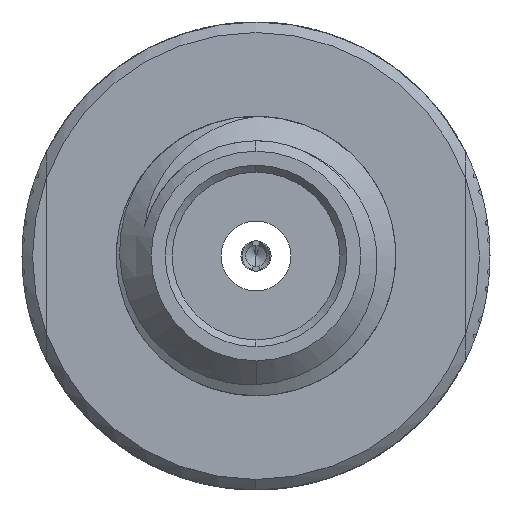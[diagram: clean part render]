
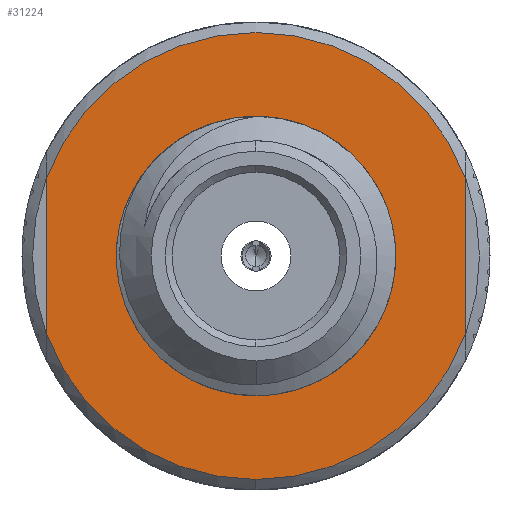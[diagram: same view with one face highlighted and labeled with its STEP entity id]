
A CAD part, left-side view. The second image highlights one B-rep face of the part: STEP entity #31224.
In plain terms, the highlighted planar face has unit normal (-1, 0, 0).
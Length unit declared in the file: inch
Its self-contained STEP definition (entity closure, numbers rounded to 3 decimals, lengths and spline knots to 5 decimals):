
#328 = CARTESIAN_POINT ( 'NONE',  ( -0.44016, 0.11811, 0. ) ) ;
#635 = ORIENTED_EDGE ( 'NONE', *, *, #30050, .T. ) ;
#1099 = CARTESIAN_POINT ( 'NONE',  ( -0.44016, 0., -0.05906 ) ) ;
#1185 = CARTESIAN_POINT ( 'NONE',  ( -0.44016, -0.12598, 0. ) ) ;
#1303 = VERTEX_POINT ( 'NONE', #22235 ) ;
#2013 = EDGE_CURVE ( 'NONE', #11853, #29869, #4654, .T. ) ;
#2512 = VERTEX_POINT ( 'NONE', #21255 ) ;
#2763 = LINE ( 'NONE', #328, #26399 ) ;
#3715 = CARTESIAN_POINT ( 'NONE',  ( -0.44016, 0., 0. ) ) ;
#3756 = FACE_BOUND ( 'NONE', #8617, .T. ) ;
#4654 = CIRCLE ( 'NONE', #15421, 0.12598 ) ;
#5272 = CARTESIAN_POINT ( 'NONE',  ( -0.44016, -0.11811, 0.04384 ) ) ;
#6655 = EDGE_LOOP ( 'NONE', ( #28183, #19935, #21517, #635, #26635 ) ) ;
#6996 = DIRECTION ( 'NONE',  ( 0., 0., 1. ) ) ;
#7215 = VERTEX_POINT ( 'NONE', #5272 ) ;
#8617 = EDGE_LOOP ( 'NONE', ( #11296, #14477 ) ) ;
#9001 = CARTESIAN_POINT ( 'NONE',  ( -0.44016, 0., 0. ) ) ;
#9227 = DIRECTION ( 'NONE',  ( -1., 0., 0. ) ) ;
#10110 = DIRECTION ( 'NONE',  ( 0., 0., -1. ) ) ;
#11010 = CARTESIAN_POINT ( 'NONE',  ( -0.44016, 0., -0.12598 ) ) ;
#11296 = ORIENTED_EDGE ( 'NONE', *, *, #18236, .F. ) ;
#11853 = VERTEX_POINT ( 'NONE', #16761 ) ;
#12072 = CIRCLE ( 'NONE', #18722, 0.12598 ) ;
#13351 = FACE_OUTER_BOUND ( 'NONE', #6655, .T. ) ;
#14477 = ORIENTED_EDGE ( 'NONE', *, *, #23924, .F. ) ;
#14569 = CARTESIAN_POINT ( 'NONE',  ( -0.44016, 0., 0.05906 ) ) ;
#14676 = CIRCLE ( 'NONE', #27990, 0.05906 ) ;
#15421 = AXIS2_PLACEMENT_3D ( 'NONE', #9001, #16373, #23737 ) ;
#15758 = CIRCLE ( 'NONE', #23916, 0.05906 ) ;
#16041 = DIRECTION ( 'NONE',  ( 0., 0., 1. ) ) ;
#16066 = AXIS2_PLACEMENT_3D ( 'NONE', #28931, #9227, #6996 ) ;
#16373 = DIRECTION ( 'NONE',  ( -1., 0., 0. ) ) ;
#16761 = CARTESIAN_POINT ( 'NONE',  ( -0.44016, 0.11811, -0.04384 ) ) ;
#17127 = EDGE_CURVE ( 'NONE', #2512, #11853, #2763, .T. ) ;
#17147 = EDGE_CURVE ( 'NONE', #7215, #2512, #12072, .T. ) ;
#17208 = DIRECTION ( 'NONE',  ( -1., 0., 0. ) ) ;
#17477 = VERTEX_POINT ( 'NONE', #1099 ) ;
#17495 = CARTESIAN_POINT ( 'NONE',  ( -0.44016, 0., 0. ) ) ;
#18236 = EDGE_CURVE ( 'NONE', #25029, #17477, #14676, .T. ) ;
#18483 = DIRECTION ( 'NONE',  ( 0., 1., 0. ) ) ;
#18722 = AXIS2_PLACEMENT_3D ( 'NONE', #17495, #28515, #20683 ) ;
#19605 = CIRCLE ( 'NONE', #16066, 0.12598 ) ;
#19935 = ORIENTED_EDGE ( 'NONE', *, *, #17127, .T. ) ;
#20683 = DIRECTION ( 'NONE',  ( 0., 0., 1. ) ) ;
#20726 = DIRECTION ( 'NONE',  ( 1., 0., 0. ) ) ;
#21255 = CARTESIAN_POINT ( 'NONE',  ( -0.44016, 0.11811, 0.04384 ) ) ;
#21517 = ORIENTED_EDGE ( 'NONE', *, *, #2013, .T. ) ;
#21987 = CARTESIAN_POINT ( 'NONE',  ( -0.44016, 0., 0. ) ) ;
#22235 = CARTESIAN_POINT ( 'NONE',  ( -0.44016, -0.11811, -0.04384 ) ) ;
#23136 = PLANE ( 'NONE',  #26284 ) ;
#23737 = DIRECTION ( 'NONE',  ( 0., 0., 1. ) ) ;
#23916 = AXIS2_PLACEMENT_3D ( 'NONE', #21987, #17208, #26970 ) ;
#23924 = EDGE_CURVE ( 'NONE', #17477, #25029, #15758, .T. ) ;
#25029 = VERTEX_POINT ( 'NONE', #14569 ) ;
#26036 = EDGE_CURVE ( 'NONE', #1303, #7215, #30595, .T. ) ;
#26214 = VECTOR ( 'NONE', #16041, 39.37008 ) ;
#26284 = AXIS2_PLACEMENT_3D ( 'NONE', #1185, #20726, #18483 ) ;
#26399 = VECTOR ( 'NONE', #10110, 39.37008 ) ;
#26635 = ORIENTED_EDGE ( 'NONE', *, *, #26036, .T. ) ;
#26970 = DIRECTION ( 'NONE',  ( 0., 0., 1. ) ) ;
#27990 = AXIS2_PLACEMENT_3D ( 'NONE', #3715, #30451, #30764 ) ;
#28183 = ORIENTED_EDGE ( 'NONE', *, *, #17147, .T. ) ;
#28515 = DIRECTION ( 'NONE',  ( -1., 0., 0. ) ) ;
#28931 = CARTESIAN_POINT ( 'NONE',  ( -0.44016, 0., 0. ) ) ;
#29869 = VERTEX_POINT ( 'NONE', #11010 ) ;
#30050 = EDGE_CURVE ( 'NONE', #29869, #1303, #19605, .T. ) ;
#30277 = CARTESIAN_POINT ( 'NONE',  ( -0.44016, -0.11811, 0. ) ) ;
#30451 = DIRECTION ( 'NONE',  ( -1., 0., 0. ) ) ;
#30595 = LINE ( 'NONE', #30277, #26214 ) ;
#30764 = DIRECTION ( 'NONE',  ( 0., 0., 1. ) ) ;
#31224 = ADVANCED_FACE ( 'NONE', ( #13351, #3756 ), #23136, .F. ) ;
